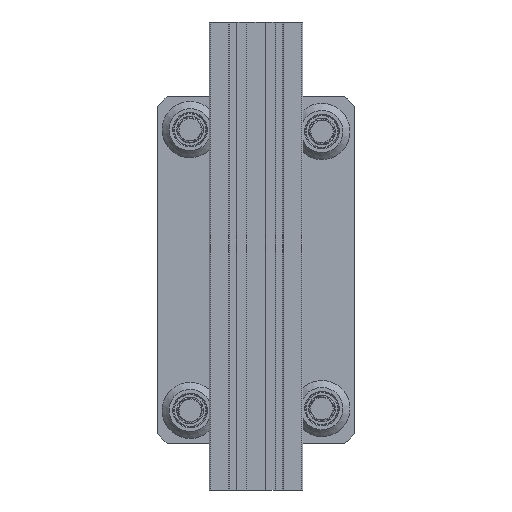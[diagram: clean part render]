
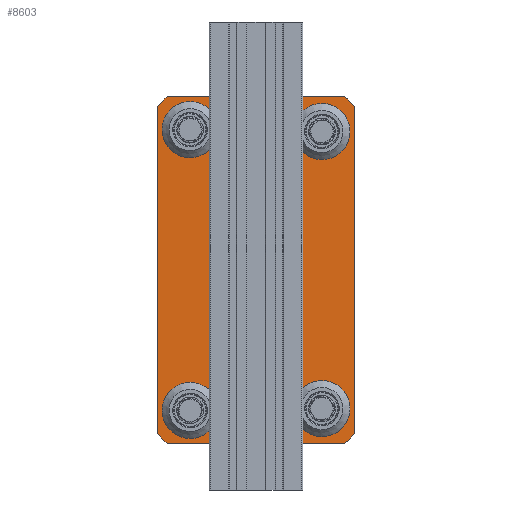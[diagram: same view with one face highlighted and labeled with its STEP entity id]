
A CAD part, left-side view. The second image highlights one B-rep face of the part: STEP entity #8603.
In plain terms, the highlighted face is planar.
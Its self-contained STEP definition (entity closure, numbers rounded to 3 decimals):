
#576=FACE_BOUND('',#1519,.T.);
#577=FACE_BOUND('',#1520,.T.);
#578=FACE_BOUND('',#1521,.T.);
#579=FACE_BOUND('',#1522,.T.);
#1019=FACE_OUTER_BOUND('',#1518,.T.);
#1518=EDGE_LOOP('',(#7807,#7808,#7809,#7810,#7811,#7812,#7813,#7814));
#1519=EDGE_LOOP('',(#7815));
#1520=EDGE_LOOP('',(#7816));
#1521=EDGE_LOOP('',(#7817));
#1522=EDGE_LOOP('',(#7818));
#1954=CIRCLE('',#9789,10.);
#1955=CIRCLE('',#9790,10.);
#1956=CIRCLE('',#9791,10.);
#1957=CIRCLE('',#9792,10.);
#2559=LINE('',#16328,#3182);
#2561=LINE('',#16332,#3184);
#2564=LINE('',#16338,#3187);
#2565=LINE('',#16340,#3188);
#2566=LINE('',#16342,#3189);
#2567=LINE('',#16344,#3190);
#2568=LINE('',#16346,#3191);
#2569=LINE('',#16347,#3192);
#3182=VECTOR('',#12189,10.);
#3184=VECTOR('',#12193,10.);
#3187=VECTOR('',#12198,10.);
#3188=VECTOR('',#12199,10.);
#3189=VECTOR('',#12200,10.);
#3190=VECTOR('',#12201,10.);
#3191=VECTOR('',#12202,10.);
#3192=VECTOR('',#12203,10.);
#4039=VERTEX_POINT('',#16325);
#4040=VERTEX_POINT('',#16327);
#4041=VERTEX_POINT('',#16331);
#4043=VERTEX_POINT('',#16337);
#4044=VERTEX_POINT('',#16339);
#4045=VERTEX_POINT('',#16341);
#4046=VERTEX_POINT('',#16343);
#4047=VERTEX_POINT('',#16345);
#4048=VERTEX_POINT('',#16348);
#4049=VERTEX_POINT('',#16350);
#4050=VERTEX_POINT('',#16352);
#4051=VERTEX_POINT('',#16354);
#5297=EDGE_CURVE('',#4039,#4040,#2559,.T.);
#5299=EDGE_CURVE('',#4041,#4040,#2561,.T.);
#5302=EDGE_CURVE('',#4039,#4043,#2564,.T.);
#5303=EDGE_CURVE('',#4044,#4043,#2565,.T.);
#5304=EDGE_CURVE('',#4044,#4045,#2566,.T.);
#5305=EDGE_CURVE('',#4046,#4045,#2567,.T.);
#5306=EDGE_CURVE('',#4046,#4047,#2568,.T.);
#5307=EDGE_CURVE('',#4041,#4047,#2569,.T.);
#5308=EDGE_CURVE('',#4048,#4048,#1954,.T.);
#5309=EDGE_CURVE('',#4049,#4049,#1955,.T.);
#5310=EDGE_CURVE('',#4050,#4050,#1956,.T.);
#5311=EDGE_CURVE('',#4051,#4051,#1957,.T.);
#7807=ORIENTED_EDGE('',*,*,#5297,.F.);
#7808=ORIENTED_EDGE('',*,*,#5302,.T.);
#7809=ORIENTED_EDGE('',*,*,#5303,.F.);
#7810=ORIENTED_EDGE('',*,*,#5304,.T.);
#7811=ORIENTED_EDGE('',*,*,#5305,.F.);
#7812=ORIENTED_EDGE('',*,*,#5306,.T.);
#7813=ORIENTED_EDGE('',*,*,#5307,.F.);
#7814=ORIENTED_EDGE('',*,*,#5299,.T.);
#7815=ORIENTED_EDGE('',*,*,#5308,.T.);
#7816=ORIENTED_EDGE('',*,*,#5309,.T.);
#7817=ORIENTED_EDGE('',*,*,#5310,.T.);
#7818=ORIENTED_EDGE('',*,*,#5311,.T.);
#8160=PLANE('',#9788);
#8603=ADVANCED_FACE('',(#1019,#576,#577,#578,#579),#8160,.F.);
#9788=AXIS2_PLACEMENT_3D('',#16336,#12196,#12197);
#9789=AXIS2_PLACEMENT_3D('',#16349,#12204,#12205);
#9790=AXIS2_PLACEMENT_3D('',#16351,#12206,#12207);
#9791=AXIS2_PLACEMENT_3D('',#16353,#12208,#12209);
#9792=AXIS2_PLACEMENT_3D('',#16355,#12210,#12211);
#12189=DIRECTION('',(-0.707,-0.707,0.));
#12193=DIRECTION('',(0.,1.,0.));
#12196=DIRECTION('center_axis',(0.,0.,1.));
#12197=DIRECTION('ref_axis',(1.,0.,0.));
#12198=DIRECTION('',(1.,0.,0.));
#12199=DIRECTION('',(-0.707,0.707,0.));
#12200=DIRECTION('',(0.,-1.,0.));
#12201=DIRECTION('',(0.707,0.707,0.));
#12202=DIRECTION('',(-1.,0.,0.));
#12203=DIRECTION('',(0.707,-0.707,0.));
#12204=DIRECTION('center_axis',(0.,0.,1.));
#12205=DIRECTION('ref_axis',(1.,0.,0.));
#12206=DIRECTION('center_axis',(0.,0.,1.));
#12207=DIRECTION('ref_axis',(1.,0.,0.));
#12208=DIRECTION('center_axis',(0.,0.,1.));
#12209=DIRECTION('ref_axis',(1.,0.,0.));
#12210=DIRECTION('center_axis',(0.,0.,1.));
#12211=DIRECTION('ref_axis',(1.,0.,0.));
#16325=CARTESIAN_POINT('',(-95.,185.,0.));
#16327=CARTESIAN_POINT('',(-105.,175.,0.));
#16328=CARTESIAN_POINT('',(-120.,160.,0.));
#16331=CARTESIAN_POINT('',(-105.,-175.,0.));
#16332=CARTESIAN_POINT('',(-105.,-185.,0.));
#16336=CARTESIAN_POINT('Origin',(0.,0.,0.));
#16337=CARTESIAN_POINT('',(95.,185.,0.));
#16338=CARTESIAN_POINT('',(-105.,185.,0.));
#16339=CARTESIAN_POINT('',(105.,175.,0.));
#16340=CARTESIAN_POINT('',(120.,160.,0.));
#16341=CARTESIAN_POINT('',(105.,-175.,0.));
#16342=CARTESIAN_POINT('',(105.,185.,0.));
#16343=CARTESIAN_POINT('',(95.,-185.,0.));
#16344=CARTESIAN_POINT('',(120.,-160.,0.));
#16345=CARTESIAN_POINT('',(-95.,-185.,0.));
#16346=CARTESIAN_POINT('',(105.,-185.,0.));
#16347=CARTESIAN_POINT('',(-120.,-160.,0.));
#16348=CARTESIAN_POINT('',(-80.4,-150.,0.));
#16349=CARTESIAN_POINT('Origin',(-70.4,-150.,0.));
#16350=CARTESIAN_POINT('',(-80.4,150.,0.));
#16351=CARTESIAN_POINT('Origin',(-70.4,150.,0.));
#16352=CARTESIAN_POINT('',(60.4,150.,0.));
#16353=CARTESIAN_POINT('Origin',(70.4,150.,0.));
#16354=CARTESIAN_POINT('',(60.4,-150.,0.));
#16355=CARTESIAN_POINT('Origin',(70.4,-150.,0.));
